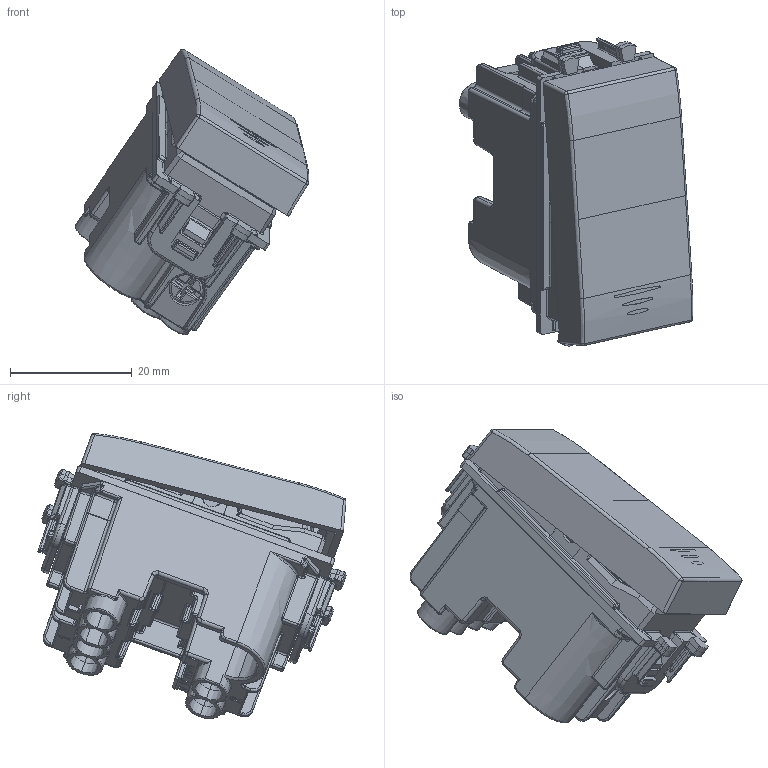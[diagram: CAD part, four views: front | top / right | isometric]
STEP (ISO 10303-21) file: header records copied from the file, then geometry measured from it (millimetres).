
FILE_DESCRIPTION(('CATIA V5 STEP Exchange'),'2;1');
FILE_NAME('441025.stp','2024-02-15T13:02:37+00:00',('none'),('none'),'CATIA Version 5-6 Release 2016 SP6','CATIA V5 STEP AP203','none');
FILE_SCHEMA(('CONFIG_CONTROL_DESIGN'));
Products named in the file (1): 441025
Assembly tree (13 placements, depth 2):
  441025
    #57
    #55057
    #110062
    #142265
    #155596
    #158166  x2
    #159821  x3
    #161734  x3
Bounding box: 38.38 x 50.65 x 46.9 mm (x, y, z)
Volume: 13980.5 mm3; surface area: 23885 mm2
Topology: 16 solids, 16 shells, 4381 faces, 11344 edges, 6774 vertices
Faces by surface type: plane 1587, cylinder 1545, bspline 664, cone 226, sphere 213, torus 106, extrusion 36, revolution 4
Entity records: 162607 total; most frequent: CARTESIAN_POINT 76182, ORIENTED_EDGE 20980, DIRECTION 12242, EDGE_CURVE 10490, VERTEX_POINT 6384, VECTOR 4792, LINE 4756, AXIS2_PLACEMENT_3D 4535
